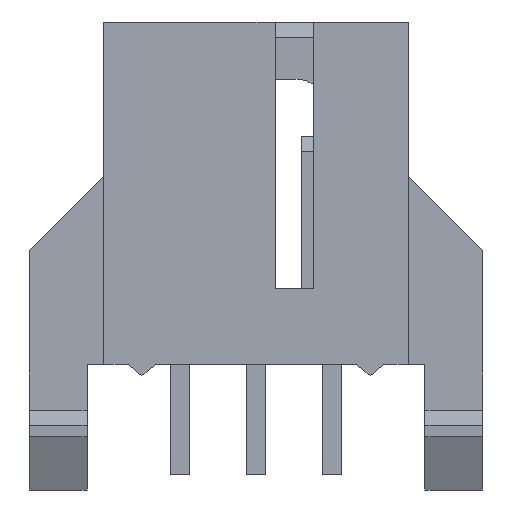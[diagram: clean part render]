
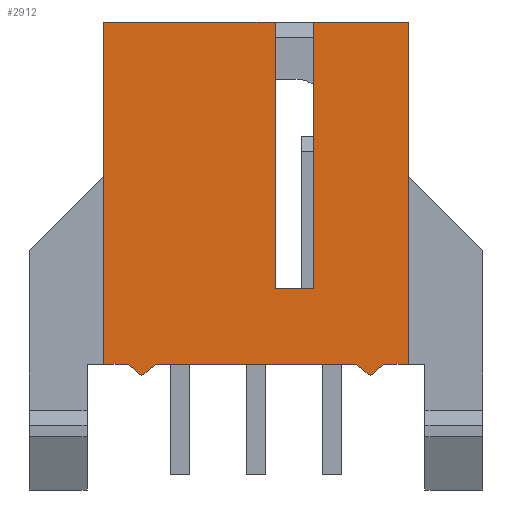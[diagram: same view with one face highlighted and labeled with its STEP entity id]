
A CAD part, front view. The second image highlights one B-rep face of the part: STEP entity #2912.
In plain terms, the highlighted planar face has unit normal (0, -1, 0).
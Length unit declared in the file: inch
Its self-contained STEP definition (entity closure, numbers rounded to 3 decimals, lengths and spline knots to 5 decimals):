
#5=DIRECTION('',(1.,0.,0.));
#6=VECTOR('',#5,0.26425);
#7=CARTESIAN_POINT('',(-0.13212,-0.1,-0.225));
#8=LINE('',#7,#6);
#49=DIRECTION('',(1.,0.,0.));
#50=VECTOR('',#49,0.03212);
#51=CARTESIAN_POINT('',(0.16788,-0.1,-0.225));
#52=LINE('',#51,#50);
#73=DIRECTION('',(1.,0.,0.));
#74=VECTOR('',#73,0.03212);
#75=CARTESIAN_POINT('',(-0.2,-0.1,-0.225));
#76=LINE('',#75,#74);
#221=DIRECTION('',(1.,0.,0.));
#222=VECTOR('',#221,0.225);
#223=CARTESIAN_POINT('',(-0.2,-0.1,0.225));
#224=LINE('',#223,#222);
#269=DIRECTION('',(1.,0.,0.));
#270=VECTOR('',#269,0.125);
#271=CARTESIAN_POINT('',(0.075,-0.1,0.225));
#272=LINE('',#271,#270);
#677=DIRECTION('',(1.,0.,0.));
#678=VECTOR('',#677,0.05);
#679=CARTESIAN_POINT('',(0.025,-0.1,-0.125));
#680=LINE('',#679,#678);
#681=DIRECTION('',(0.,0.,-1.));
#682=VECTOR('',#681,0.35);
#683=CARTESIAN_POINT('',(0.075,-0.1,0.225));
#684=LINE('',#683,#682);
#685=DIRECTION('',(-0.766,0.,-0.643));
#686=VECTOR('',#685,0.02334);
#687=CARTESIAN_POINT('',(0.16788,-0.1,-0.225));
#688=LINE('',#687,#686);
#689=DIRECTION('',(-0.766,0.,0.643));
#690=VECTOR('',#689,0.02334);
#691=CARTESIAN_POINT('',(0.15,-0.1,-0.24));
#692=LINE('',#691,#690);
#693=DIRECTION('',(-0.766,0.,-0.643));
#694=VECTOR('',#693,0.02334);
#695=CARTESIAN_POINT('',(-0.13212,-0.1,-0.225));
#696=LINE('',#695,#694);
#697=DIRECTION('',(-0.766,0.,0.643));
#698=VECTOR('',#697,0.02334);
#699=CARTESIAN_POINT('',(-0.15,-0.1,-0.24));
#700=LINE('',#699,#698);
#701=DIRECTION('',(0.,0.,1.));
#702=VECTOR('',#701,0.45);
#703=CARTESIAN_POINT('',(-0.2,-0.1,-0.225));
#704=LINE('',#703,#702);
#705=DIRECTION('',(0.,0.,-1.));
#706=VECTOR('',#705,0.35);
#707=CARTESIAN_POINT('',(0.025,-0.1,0.225));
#708=LINE('',#707,#706);
#721=DIRECTION('',(0.,0.,1.));
#722=VECTOR('',#721,0.45);
#723=CARTESIAN_POINT('',(0.2,-0.1,-0.225));
#724=LINE('',#723,#722);
#1560=CARTESIAN_POINT('',(-0.2,-0.1,0.225));
#1562=VERTEX_POINT('',#1560);
#1563=CARTESIAN_POINT('',(0.2,-0.1,0.225));
#1565=VERTEX_POINT('',#1563);
#1575=CARTESIAN_POINT('',(-0.2,-0.1,-0.225));
#1576=VERTEX_POINT('',#1575);
#1577=CARTESIAN_POINT('',(0.2,-0.1,-0.225));
#1578=VERTEX_POINT('',#1577);
#1589=CARTESIAN_POINT('',(-0.15,-0.1,-0.24));
#1591=VERTEX_POINT('',#1589);
#1593=CARTESIAN_POINT('',(0.15,-0.1,-0.24));
#1595=VERTEX_POINT('',#1593);
#1597=CARTESIAN_POINT('',(-0.13212,-0.1,-0.225));
#1599=VERTEX_POINT('',#1597);
#1601=CARTESIAN_POINT('',(-0.16788,-0.1,-0.225));
#1603=VERTEX_POINT('',#1601);
#1605=CARTESIAN_POINT('',(0.16788,-0.1,-0.225));
#1607=VERTEX_POINT('',#1605);
#1609=CARTESIAN_POINT('',(0.13212,-0.1,-0.225));
#1611=VERTEX_POINT('',#1609);
#2025=CARTESIAN_POINT('',(0.025,-0.1,0.225));
#2027=VERTEX_POINT('',#2025);
#2029=CARTESIAN_POINT('',(0.075,-0.1,0.225));
#2031=VERTEX_POINT('',#2029);
#2033=CARTESIAN_POINT('',(0.025,-0.1,-0.125));
#2034=CARTESIAN_POINT('',(0.075,-0.1,-0.125));
#2035=VERTEX_POINT('',#2033);
#2036=VERTEX_POINT('',#2034);
#2886=CARTESIAN_POINT('',(-0.2,-0.1,-0.225));
#2887=DIRECTION('',(0.,-1.,0.));
#2888=DIRECTION('',(1.,0.,0.));
#2889=AXIS2_PLACEMENT_3D('',#2886,#2887,#2888);
#2890=PLANE('',#2889);
#2891=ORIENTED_EDGE('',*,*,#2827,.T.);
#2892=ORIENTED_EDGE('',*,*,#2878,.F.);
#2893=ORIENTED_EDGE('',*,*,#2305,.T.);
#2895=ORIENTED_EDGE('',*,*,#2894,.F.);
#2896=ORIENTED_EDGE('',*,*,#2130,.F.);
#2898=ORIENTED_EDGE('',*,*,#2897,.T.);
#2900=ORIENTED_EDGE('',*,*,#2899,.T.);
#2901=ORIENTED_EDGE('',*,*,#2066,.F.);
#2902=ORIENTED_EDGE('',*,*,#2183,.T.);
#2904=ORIENTED_EDGE('',*,*,#2903,.T.);
#2905=ORIENTED_EDGE('',*,*,#2150,.F.);
#2907=ORIENTED_EDGE('',*,*,#2906,.T.);
#2908=ORIENTED_EDGE('',*,*,#2256,.T.);
#2909=ORIENTED_EDGE('',*,*,#2322,.T.);
#2910=EDGE_LOOP('',(#2891,#2892,#2893,#2895,#2896,#2898,#2900,#2901,#2902,#2904,
#2905,#2907,#2908,#2909));
#2911=FACE_OUTER_BOUND('',#2910,.F.);
#2912=ADVANCED_FACE('',(#2911),#2890,.T.);
#2066=EDGE_CURVE('',#1599,#1611,#8,.T.);
#2130=EDGE_CURVE('',#1607,#1578,#52,.T.);
#2150=EDGE_CURVE('',#1576,#1603,#76,.T.);
#2183=EDGE_CURVE('',#1599,#1591,#696,.T.);
#2256=EDGE_CURVE('',#1562,#2027,#224,.T.);
#2305=EDGE_CURVE('',#2031,#1565,#272,.T.);
#2322=EDGE_CURVE('',#2027,#2035,#708,.T.);
#2827=EDGE_CURVE('',#2035,#2036,#680,.T.);
#2878=EDGE_CURVE('',#2031,#2036,#684,.T.);
#2894=EDGE_CURVE('',#1578,#1565,#724,.T.);
#2897=EDGE_CURVE('',#1607,#1595,#688,.T.);
#2899=EDGE_CURVE('',#1595,#1611,#692,.T.);
#2903=EDGE_CURVE('',#1591,#1603,#700,.T.);
#2906=EDGE_CURVE('',#1576,#1562,#704,.T.);
